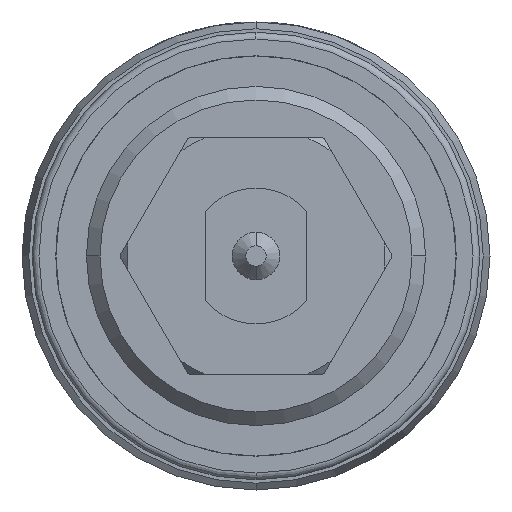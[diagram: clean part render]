
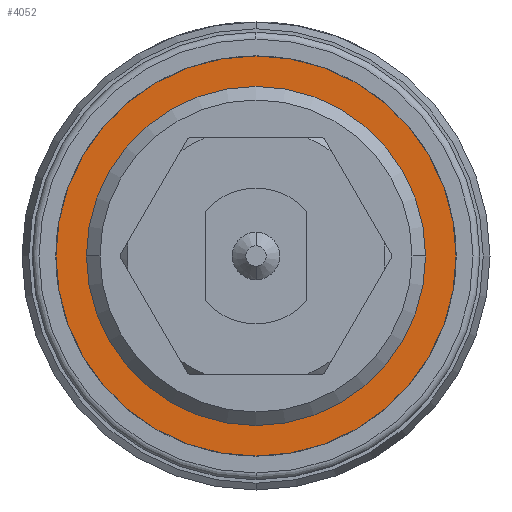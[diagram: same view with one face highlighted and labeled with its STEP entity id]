
A CAD part, front view. The second image highlights one B-rep face of the part: STEP entity #4052.
In plain terms, the highlighted planar face has unit normal (0, -1, 0).
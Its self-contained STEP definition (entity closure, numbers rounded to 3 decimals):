
#393 = CARTESIAN_POINT ( 'NONE',  ( 0., -16., 0. ) ) ;
#764 = DIRECTION ( 'NONE',  ( -1., 0., 0. ) ) ;
#958 = AXIS2_PLACEMENT_3D ( 'NONE', #4782, #11793, #764 ) ;
#1052 = VERTEX_POINT ( 'NONE', #9206 ) ;
#2054 = ORIENTED_EDGE ( 'NONE', *, *, #8967, .T. ) ;
#2069 = FACE_OUTER_BOUND ( 'NONE', #4825, .T. ) ;
#2119 = CIRCLE ( 'NONE', #4035, 2.95 ) ;
#2181 = EDGE_CURVE ( 'Defeature ausgef�hrt1_5+Defeature ausgef�hrt1_12+Defeature ausgef�hrt1_12+Defeature ausgef�hrt1_12', #4244, #12446, #2119, .T. ) ;
#2300 = ORIENTED_EDGE ( 'NONE', *, *, #12440, .F. ) ;
#2516 = VERTEX_POINT ( 'NONE', #11712 ) ;
#4035 = AXIS2_PLACEMENT_3D ( 'NONE', #9273, #6264, #6309 ) ;
#4052 = ADVANCED_FACE ( 'Defeature ausgef�hrt1_12', ( #2069, #9284 ), #5728, .F. ) ;
#4209 = CARTESIAN_POINT ( 'NONE',  ( 0., -16., 0. ) ) ;
#4244 = VERTEX_POINT ( 'NONE', #4291 ) ;
#4291 = CARTESIAN_POINT ( 'NONE',  ( 2.95, -16., 0. ) ) ;
#4296 = DIRECTION ( 'NONE',  ( -1., 0., 0. ) ) ;
#4709 = DIRECTION ( 'NONE',  ( 0., 1., 0. ) ) ;
#4782 = CARTESIAN_POINT ( 'NONE',  ( 2.5, -16., 0. ) ) ;
#4825 = EDGE_LOOP ( 'NONE', ( #2300, #11141 ) ) ;
#5250 = AXIS2_PLACEMENT_3D ( 'NONE', #4209, #11195, #9306 ) ;
#5424 = CARTESIAN_POINT ( 'NONE',  ( -2.95, -16., 0. ) ) ;
#5726 = AXIS2_PLACEMENT_3D ( 'NONE', #393, #6331, #4296 ) ;
#5728 = PLANE ( 'NONE',  #958 ) ;
#6093 = CIRCLE ( 'NONE', #5250, 2.5 ) ;
#6264 = DIRECTION ( 'NONE',  ( 0., 1., 0. ) ) ;
#6309 = DIRECTION ( 'NONE',  ( -1., 0., 0. ) ) ;
#6331 = DIRECTION ( 'NONE',  ( 0., 1., 0. ) ) ;
#6388 = AXIS2_PLACEMENT_3D ( 'NONE', #6746, #4709, #10706 ) ;
#6746 = CARTESIAN_POINT ( 'NONE',  ( 0., -16., 0. ) ) ;
#7393 = CIRCLE ( 'NONE', #5726, 2.95 ) ;
#8634 = EDGE_LOOP ( 'NONE', ( #2054, #12215 ) ) ;
#8967 = EDGE_CURVE ( 'Defeature ausgef�hrt1_12+Defeature ausgef�hrt1_4+Defeature ausgef�hrt1_4+Defeature ausgef�hrt1_4', #1052, #2516, #6093, .T. ) ;
#9206 = CARTESIAN_POINT ( 'NONE',  ( -2.5, -16., 0. ) ) ;
#9273 = CARTESIAN_POINT ( 'NONE',  ( 0., -16., 0. ) ) ;
#9284 = FACE_BOUND ( 'NONE', #8634, .T. ) ;
#9306 = DIRECTION ( 'NONE',  ( -1., 0., 0. ) ) ;
#9782 = CIRCLE ( 'NONE', #6388, 2.5 ) ;
#10706 = DIRECTION ( 'NONE',  ( -1., 0., 0. ) ) ;
#11141 = ORIENTED_EDGE ( 'NONE', *, *, #2181, .F. ) ;
#11195 = DIRECTION ( 'NONE',  ( 0., 1., 0. ) ) ;
#11712 = CARTESIAN_POINT ( 'NONE',  ( 2.5, -16., 0. ) ) ;
#11793 = DIRECTION ( 'NONE',  ( 0., 1., 0. ) ) ;
#12215 = ORIENTED_EDGE ( 'NONE', *, *, #12271, .T. ) ;
#12271 = EDGE_CURVE ( 'Defeature ausgef�hrt1_12+Defeature ausgef�hrt1_4+Defeature ausgef�hrt1_4+Defeature ausgef�hrt1_4', #2516, #1052, #9782, .T. ) ;
#12440 = EDGE_CURVE ( 'Defeature ausgef�hrt1_5+Defeature ausgef�hrt1_12+Defeature ausgef�hrt1_12+Defeature ausgef�hrt1_12', #12446, #4244, #7393, .T. ) ;
#12446 = VERTEX_POINT ( 'NONE', #5424 ) ;
